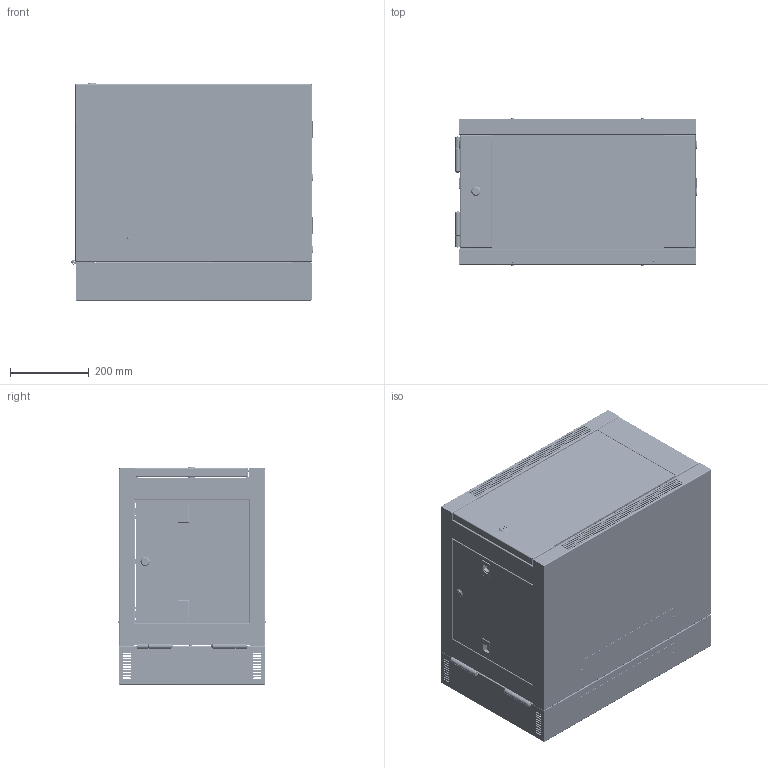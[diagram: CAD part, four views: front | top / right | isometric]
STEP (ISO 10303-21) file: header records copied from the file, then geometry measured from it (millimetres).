
FILE_DESCRIPTION (( 'STEP AP214' ), '1' );
FILE_NAME ('SMC-SMT6506D-D_3D.step', '2024-03-27T23:01:49', ( '' ), ( '' ), 'SwSTEP 2.0', 'SolidWorks 2022', '' );
FILE_SCHEMA (( 'AUTOMOTIVE_DESIGN' ));
Length unit declared in the file: inch
Products named in the file (41): SHUOLUOMU_5; HK_ASM_5; FUJIAN-2_5; BOLI_5; DG_5; QLZ_5; PDU-K0_ASM_5; SHUO_5; HZJ1_5; MENTIAO-1_5; XX_5; CM_5; MENZHOU1_5; PDU_K2_5; CM_ASM_5; MENZHOU_ASM_5; JH060009_5; SUO1_ASM_5; GB9074-4-88-M3X6A_5; MS725_5; HYLZ_5; DI_5; SHUOSHE_5; JH060004_5; M4X8LS_5; SHUOLUOA_5; MEN_ASM_5; SUO22_ASM_5; SHOU_ASM_5; SHUOA_5; MENZHOU2_5; M6_16_5; SMC-SMT6506D-D_3D; LX-GT_5; 2222_5; HK_5; MENTIAO_5; GB9074-4-88-M3X6_5; SHUOSHEA_5; SHUOLUO_5 ...
Assembly tree (67 placements, depth 4):
  SMC-SMT6506D-D_3D
    DG_5
    QLZ_5  x2
    HYLZ_5  x2
    DI_5
    HZJ1_5  x4
    JH060009_5  x4
    JH060004_5  x2
    HK_ASM_5
      HK_5
      JH060004_5  x2
      FUJIAN-2_5  x2
      MENZHOU_ASM_5  x2
        MENZHOU2_5
        MENZHOU1_5
    CM_ASM_5  x2
      CM_5
      PDU-K0_ASM_5
        PDU_K2_5
        PDU_K1_5
      SUO22_ASM_5
        SHUOA_5
        SHUOLUOA_5
        SHUOSHEA_5
        GB9074-4-88-M3X6A_5
    SUO1_ASM_5
      MS725_5
      SHUOLUOMU_5
      2222_5
    M6_16_5  x2
    M4X8LS_5  x8
    LX-GT_5  x2
    MEN_ASM_5
      MENTIAO-1_5
      MENTIAO_5
      BOLI_5
      SHOU_ASM_5
        SHUO_5
        GB9074-4-88-M3X6_5
        SHUOSHE_5
        SHUOLUO_5
      XX_5  x2
Bounding box: 612.6 x 375.88 x 552.5 mm (x, y, z)
Volume: 1439697.7 mm3; surface area: 4161375.2 mm2
Topology: 86 solids, 95 shells, 5386 faces, 15614 edges, 10364 vertices
Faces by surface type: plane 3011, cylinder 1898, bspline 399, cone 72, torus 6
Entity records: 142021 total; most frequent: CARTESIAN_POINT 63387, ORIENTED_EDGE 16536, DIRECTION 14831, EDGE_CURVE 8298, VERTEX_POINT 5427, AXIS2_PLACEMENT_3D 4949, VECTOR 4933, LINE 4933
